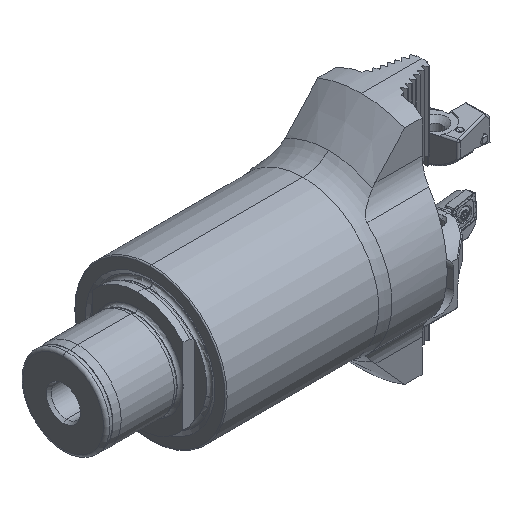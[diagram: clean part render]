
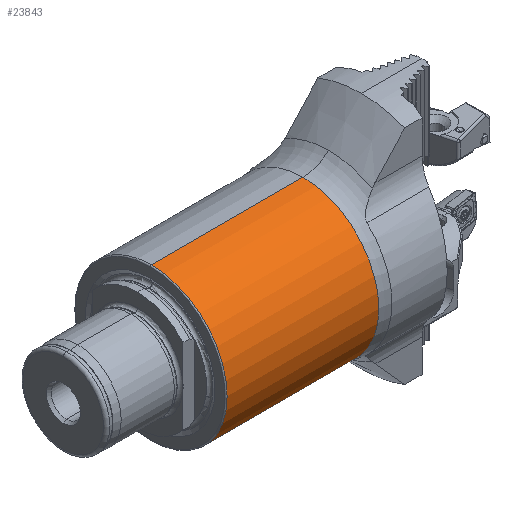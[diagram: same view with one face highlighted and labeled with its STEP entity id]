
A CAD part, isometric view. The second image highlights one B-rep face of the part: STEP entity #23843.
In plain terms, the highlighted cylindrical face has radius 21 mm (diameter 42 mm), a partial arc.
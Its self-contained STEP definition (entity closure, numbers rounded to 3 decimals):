
#277 = VECTOR ( 'NONE', #9897, 1000. ) ;
#886 = LINE ( 'NONE', #13908, #277 ) ;
#1198 = EDGE_CURVE ( 'NONE', #18199, #19788, #11733, .T. ) ;
#1391 = DIRECTION ( 'NONE',  ( -1., 0., 0. ) ) ;
#1424 = DIRECTION ( 'NONE',  ( 0., 0., 1. ) ) ;
#1477 = CARTESIAN_POINT ( 'NONE',  ( 66.258, 0., 0. ) ) ;
#2404 = VECTOR ( 'NONE', #17944, 1000. ) ;
#2554 = EDGE_LOOP ( 'NONE', ( #4136, #23001, #14852, #14508 ) ) ;
#3013 = LINE ( 'NONE', #23807, #2404 ) ;
#3044 = CYLINDRICAL_SURFACE ( 'NONE', #10641, 21. ) ;
#3105 = AXIS2_PLACEMENT_3D ( 'NONE', #1477, #1391, #1424 ) ;
#4136 = ORIENTED_EDGE ( 'NONE', *, *, #12619, .F. ) ;
#4895 = FACE_OUTER_BOUND ( 'NONE', #2554, .T. ) ;
#8595 = DIRECTION ( 'NONE',  ( -1., 0., 0. ) ) ;
#8698 = VERTEX_POINT ( 'NONE', #14183 ) ;
#9127 = VERTEX_POINT ( 'NONE', #21971 ) ;
#9897 = DIRECTION ( 'NONE',  ( -1., 0., 0. ) ) ;
#9988 = CARTESIAN_POINT ( 'NONE',  ( 66.258, 0., -21. ) ) ;
#10641 = AXIS2_PLACEMENT_3D ( 'NONE', #19846, #17863, #11999 ) ;
#11733 = CIRCLE ( 'NONE', #3105, 21. ) ;
#11837 = EDGE_CURVE ( 'NONE', #19788, #8698, #3013, .T. ) ;
#11999 = DIRECTION ( 'NONE',  ( 0., 0., 1. ) ) ;
#12619 = EDGE_CURVE ( 'NONE', #18199, #9127, #886, .T. ) ;
#13056 = AXIS2_PLACEMENT_3D ( 'NONE', #20301, #8595, #22293 ) ;
#13908 = CARTESIAN_POINT ( 'NONE',  ( -7.756, 0., -21. ) ) ;
#14183 = CARTESIAN_POINT ( 'NONE',  ( 24.3, 0., 21. ) ) ;
#14508 = ORIENTED_EDGE ( 'NONE', *, *, #17595, .F. ) ;
#14852 = ORIENTED_EDGE ( 'NONE', *, *, #11837, .T. ) ;
#17595 = EDGE_CURVE ( 'NONE', #9127, #8698, #22075, .T. ) ;
#17863 = DIRECTION ( 'NONE',  ( -1., 0., 0. ) ) ;
#17944 = DIRECTION ( 'NONE',  ( -1., 0., 0. ) ) ;
#18199 = VERTEX_POINT ( 'NONE', #9988 ) ;
#19788 = VERTEX_POINT ( 'NONE', #21989 ) ;
#19846 = CARTESIAN_POINT ( 'NONE',  ( -7.756, 0., 0. ) ) ;
#20301 = CARTESIAN_POINT ( 'NONE',  ( 24.3, 0., 0. ) ) ;
#21971 = CARTESIAN_POINT ( 'NONE',  ( 24.3, 0., -21. ) ) ;
#21989 = CARTESIAN_POINT ( 'NONE',  ( 66.258, 0., 21. ) ) ;
#22075 = CIRCLE ( 'NONE', #13056, 21. ) ;
#22293 = DIRECTION ( 'NONE',  ( 0., 0., 1. ) ) ;
#23001 = ORIENTED_EDGE ( 'NONE', *, *, #1198, .T. ) ;
#23807 = CARTESIAN_POINT ( 'NONE',  ( -7.756, 0., 21. ) ) ;
#23843 = ADVANCED_FACE ( 'NONE', ( #4895 ), #3044, .T. ) ;
